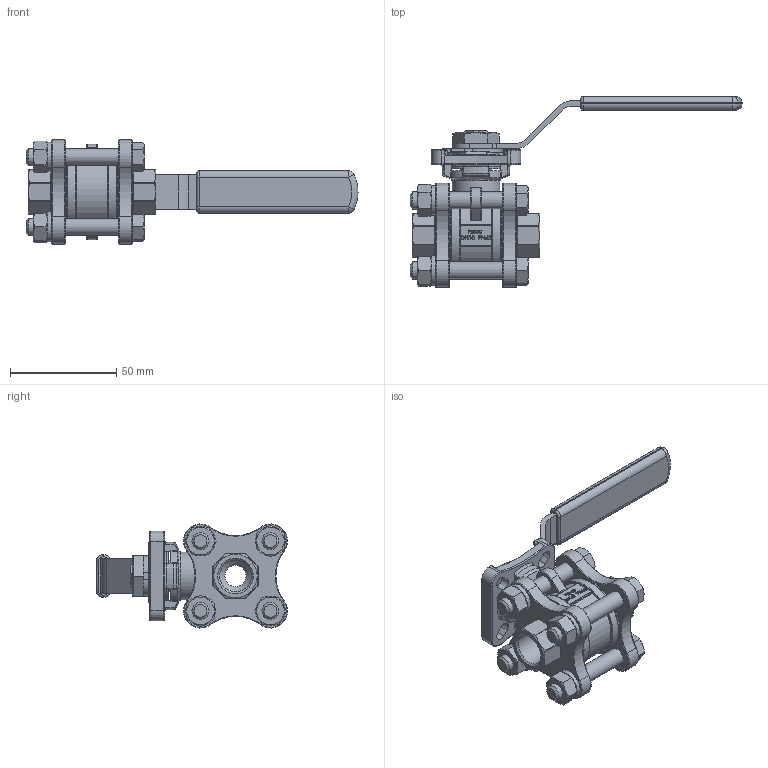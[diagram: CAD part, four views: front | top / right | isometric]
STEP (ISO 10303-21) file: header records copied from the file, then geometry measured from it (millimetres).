
FILE_DESCRIPTION (( 'STEP AP214' ), '1' );
FILE_NAME ('K3DA-038-0IG-4 Kugelhahn heco.STEP', '2015-11-25T14:32:26', ( 'test' ), ( '' ), 'SwSTEP 2.0', 'SolidWorks 2011', '' );
FILE_SCHEMA (( 'AUTOMOTIVE_DESIGN' ));
Length unit declared in the file: millimetre
Products named in the file (1): K3DA-038-0IG-4 Kugelhahn heco
Bounding box: 156 x 89.74 x 48.87 mm (x, y, z)
Volume: 94561.9 mm3; surface area: 36739.1 mm2
Topology: 1 solids, 1 shells, 1109 faces, 2806 edges, 1770 vertices
Faces by surface type: plane 438, bspline 247, cylinder 209, torus 119, cone 92, sphere 4
Full cylindrical faces by diameter (mm): 8 x8, 8.3 x10, 10 x1, 14 x4, 14.94 x2, 15 x1, 19 x1, 22.5 x1, 25 x2, 26 x1, 37 x4
Entity records: 58617 total; most frequent: CARTESIAN_POINT 21741, ORIENTED_EDGE 5454, DIRECTION 4404, EDGE_CURVE 2727, VERTEX_POINT 1749, AXIS2_PLACEMENT_3D 1566, VECTOR 1272, LINE 1272
